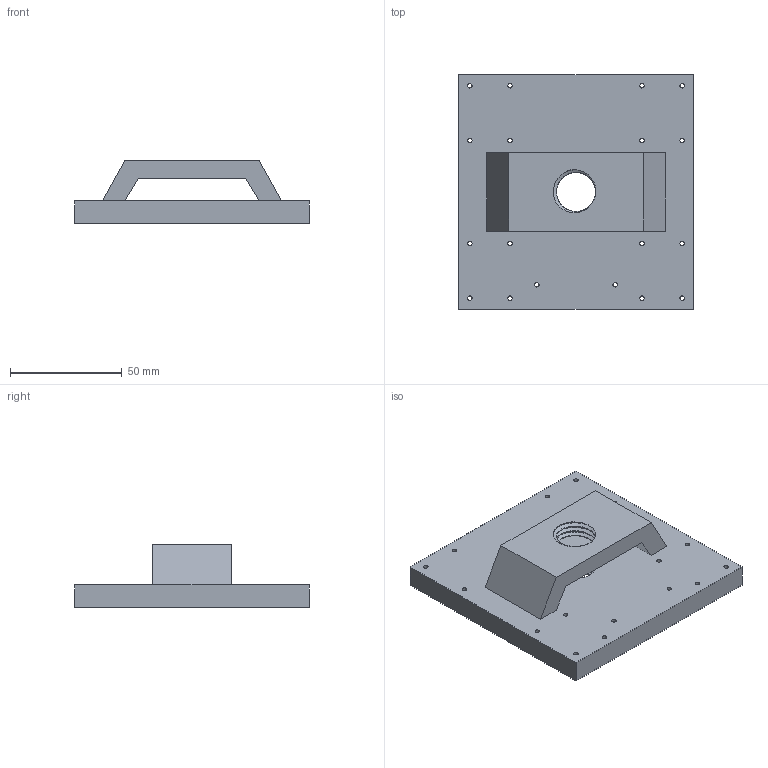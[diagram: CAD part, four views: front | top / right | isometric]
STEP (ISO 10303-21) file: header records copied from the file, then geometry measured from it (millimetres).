
FILE_DESCRIPTION(/* description */ (''),/* implementation_level */ '2;1');
FILE_NAME(/* name */ 'spielteil halterv3 v6.step',/* time_stamp */ '2020-04-11T11:23:27+02:00',/* author */ (''),/* organization */ (''),/* preprocessor_version */ 'ST-DEVELOPER v18',/* originating_system */ 'Autodesk Translation Framework v8.12.0.6',/* authorisation */ '');
FILE_SCHEMA (('AUTOMOTIVE_DESIGN { 1 0 10303 214 3 1 1 }'));
Length unit declared in the file: millimetre
Products named in the file (1): spielteil halterv3
Bounding box: 105 x 105 x 28 mm (x, y, z)
Volume: 130147.5 mm3; surface area: 34711.8 mm2
Topology: 1 solids, 1 shells, 55 faces, 161 edges, 108 vertices
Faces by surface type: cylinder 37, plane 14, bspline 4
Full cylindrical faces by diameter (mm): 2 x18, 17.519 x6, 20.293 x6
Entity records: 4472 total; most frequent: CARTESIAN_POINT 2953, ORIENTED_EDGE 322, DIRECTION 261, EDGE_CURVE 161, VERTEX_POINT 108, EDGE_LOOP 97, AXIS2_PLACEMENT_3D 96, LINE 69
